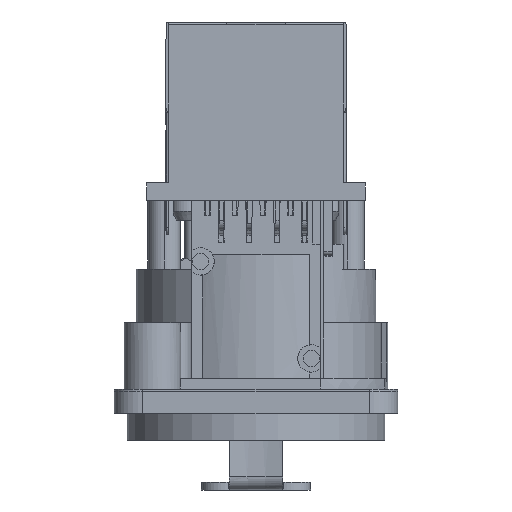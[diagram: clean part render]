
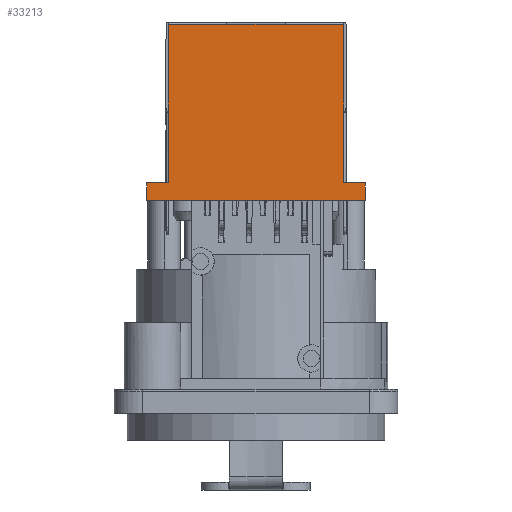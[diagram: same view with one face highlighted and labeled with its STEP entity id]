
A CAD part, front view. The second image highlights one B-rep face of the part: STEP entity #33213.
In plain terms, the highlighted planar face has unit normal (0, -1, 0).
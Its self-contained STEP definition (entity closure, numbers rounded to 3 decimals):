
#417=DIRECTION('',(1.,0.,0.));
#418=VECTOR('',#417,20.);
#419=CARTESIAN_POINT('',(-10.,-13.55,-3.3));
#420=LINE('',#419,#418);
#557=DIRECTION('',(0.,0.,-1.));
#558=VECTOR('',#557,8.059);
#559=CARTESIAN_POINT('',(-8.05,-13.55,12.85));
#560=LINE('',#559,#558);
#561=DIRECTION('',(0.,0.,1.));
#562=VECTOR('',#561,8.059);
#563=CARTESIAN_POINT('',(8.05,-13.55,4.791));
#564=LINE('',#563,#562);
#1242=DIRECTION('',(1.,0.,0.));
#1243=VECTOR('',#1242,1.95);
#1244=CARTESIAN_POINT('',(-10.,-13.55,-1.7));
#1245=LINE('',#1244,#1243);
#1250=DIRECTION('',(1.,0.,0.));
#1251=VECTOR('',#1250,1.95);
#1252=CARTESIAN_POINT('',(8.05,-13.55,-1.7));
#1253=LINE('',#1252,#1251);
#3992=DIRECTION('',(1.,0.,0.));
#3993=VECTOR('',#3992,5.4);
#3994=CARTESIAN_POINT('',(-2.7,-13.55,12.85));
#3995=LINE('',#3994,#3993);
#4094=DIRECTION('',(0.,0.,1.));
#4095=VECTOR('',#4094,6.491);
#4096=CARTESIAN_POINT('',(8.05,-13.55,-1.7));
#4097=LINE('',#4096,#4095);
#4141=DIRECTION('',(-1.,0.,0.));
#4142=VECTOR('',#4141,5.35);
#4143=CARTESIAN_POINT('',(8.05,-13.55,12.85));
#4144=LINE('',#4143,#4142);
#4335=DIRECTION('',(0.,0.,-1.));
#4336=VECTOR('',#4335,6.491);
#4337=CARTESIAN_POINT('',(-8.05,-13.55,4.791));
#4338=LINE('',#4337,#4336);
#7084=DIRECTION('',(-1.,0.,0.));
#7085=VECTOR('',#7084,5.35);
#7086=CARTESIAN_POINT('',(-2.7,-13.55,12.85));
#7087=LINE('',#7086,#7085);
#24640=DIRECTION('',(0.,0.,-1.));
#24641=VECTOR('',#24640,1.6);
#24642=CARTESIAN_POINT('',(-10.,-13.55,-1.7));
#24643=LINE('',#24642,#24641);
#24664=DIRECTION('',(0.,0.,1.));
#24665=VECTOR('',#24664,1.6);
#24666=CARTESIAN_POINT('',(10.,-13.55,-3.3));
#24667=LINE('',#24666,#24665);
#24756=CARTESIAN_POINT('',(-10.,-13.55,-3.3));
#24757=CARTESIAN_POINT('',(10.,-13.55,-3.3));
#24758=VERTEX_POINT('',#24756);
#24759=VERTEX_POINT('',#24757);
#24760=CARTESIAN_POINT('',(10.,-13.55,-1.7));
#24761=VERTEX_POINT('',#24760);
#24762=CARTESIAN_POINT('',(-10.,-13.55,-1.7));
#24763=VERTEX_POINT('',#24762);
#27107=CARTESIAN_POINT('',(2.7,-13.55,12.85));
#27108=VERTEX_POINT('',#27107);
#27109=CARTESIAN_POINT('',(8.05,-13.55,12.85));
#27110=VERTEX_POINT('',#27109);
#27111=CARTESIAN_POINT('',(8.05,-13.55,4.791));
#27112=VERTEX_POINT('',#27111);
#27117=CARTESIAN_POINT('',(-8.05,-13.55,4.791));
#27118=VERTEX_POINT('',#27117);
#27119=CARTESIAN_POINT('',(-8.05,-13.55,12.85));
#27120=VERTEX_POINT('',#27119);
#27173=CARTESIAN_POINT('',(-2.7,-13.55,12.85));
#27174=VERTEX_POINT('',#27173);
#31939=CARTESIAN_POINT('',(8.05,-13.55,-1.7));
#31940=VERTEX_POINT('',#31939);
#31941=CARTESIAN_POINT('',(-8.05,-13.55,-1.7));
#31942=VERTEX_POINT('',#31941);
#33183=CARTESIAN_POINT('',(0.,-13.55,-2.5));
#33184=DIRECTION('',(0.,1.,0.));
#33185=DIRECTION('',(0.,0.,1.));
#33186=AXIS2_PLACEMENT_3D('',#33183,#33184,#33185);
#33187=PLANE('',#33186);
#33189=ORIENTED_EDGE('',*,*,#33188,.T.);
#33191=ORIENTED_EDGE('',*,*,#33190,.F.);
#33193=ORIENTED_EDGE('',*,*,#33192,.F.);
#33195=ORIENTED_EDGE('',*,*,#33194,.F.);
#33197=ORIENTED_EDGE('',*,*,#33196,.T.);
#33199=ORIENTED_EDGE('',*,*,#33198,.F.);
#33201=ORIENTED_EDGE('',*,*,#33200,.F.);
#33203=ORIENTED_EDGE('',*,*,#33202,.F.);
#33205=ORIENTED_EDGE('',*,*,#33204,.T.);
#33207=ORIENTED_EDGE('',*,*,#33206,.F.);
#33208=ORIENTED_EDGE('',*,*,#32817,.F.);
#33210=ORIENTED_EDGE('',*,*,#33209,.F.);
#33211=EDGE_LOOP('',(#33189,#33191,#33193,#33195,#33197,#33199,#33201,#33203,
#33205,#33207,#33208,#33210));
#33212=FACE_OUTER_BOUND('',#33211,.F.);
#33213=ADVANCED_FACE('',(#33212),#33187,.F.);
#32817=EDGE_CURVE('',#24758,#24759,#420,.T.);
#33188=EDGE_CURVE('',#24763,#31942,#1245,.T.);
#33190=EDGE_CURVE('',#27118,#31942,#4338,.T.);
#33192=EDGE_CURVE('',#27120,#27118,#560,.T.);
#33194=EDGE_CURVE('',#27174,#27120,#7087,.T.);
#33196=EDGE_CURVE('',#27174,#27108,#3995,.T.);
#33198=EDGE_CURVE('',#27110,#27108,#4144,.T.);
#33200=EDGE_CURVE('',#27112,#27110,#564,.T.);
#33202=EDGE_CURVE('',#31940,#27112,#4097,.T.);
#33204=EDGE_CURVE('',#31940,#24761,#1253,.T.);
#33206=EDGE_CURVE('',#24759,#24761,#24667,.T.);
#33209=EDGE_CURVE('',#24763,#24758,#24643,.T.);
